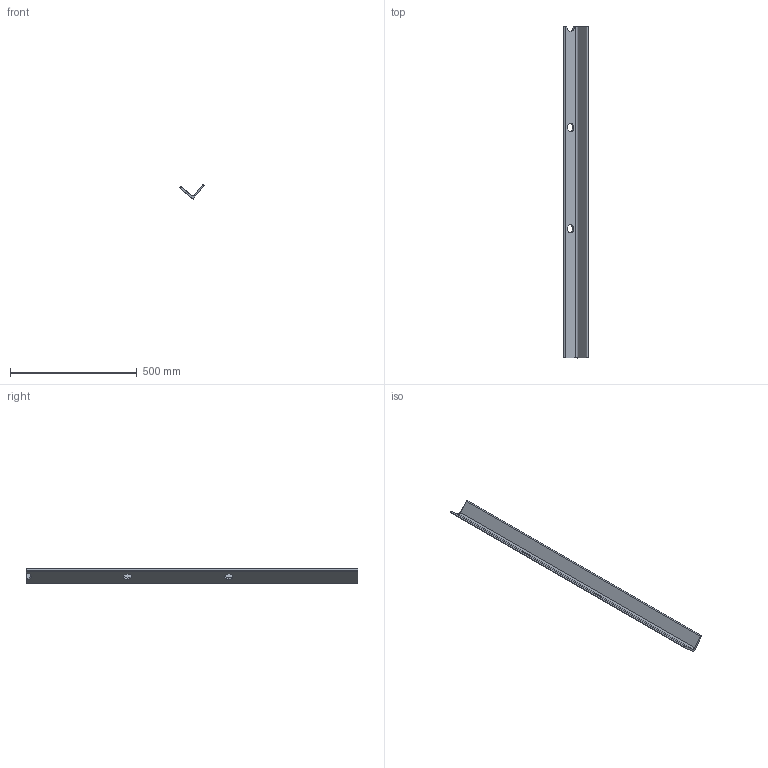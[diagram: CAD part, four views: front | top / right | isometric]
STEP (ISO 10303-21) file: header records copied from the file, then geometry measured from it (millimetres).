
FILE_DESCRIPTION(('CoCreate Modeling STEP Export'),'2;1');
FILE_NAME('A7.stp','2009-01-28T12:35:12',(''),(''),'CoCreate Modeling STEP processor for AP214 (Solid Model)','CoCreate Modeling 17.00P1204 04-Dec-2008 (C) Parametric Technology GmbH','');
FILE_SCHEMA(('AUTOMOTIVE_DESIGN { 1 0 10303 214 1 1 1 1 }'));
Length unit declared in the file: millimetre
Products named in the file (2): p3
Assembly tree (1 placements, depth 2):
  p3
    p3
Bounding box: 98.62 x 1310 x 56.28 mm (x, y, z)
Volume: 1213353.9 mm3; surface area: 354993.6 mm2
Topology: 1 solids, 1 shells, 27 faces, 64 edges, 39 vertices
Faces by surface type: cylinder 11, torus 8, plane 8
Entity records: 1189 total; most frequent: CARTESIAN_POINT 567, ORIENTED_EDGE 128, DIRECTION 108, EDGE_CURVE 64, AXIS2_PLACEMENT_3D 41, VERTEX_POINT 39, EDGE_LOOP 31, FACE_OUTER_BOUND 27
